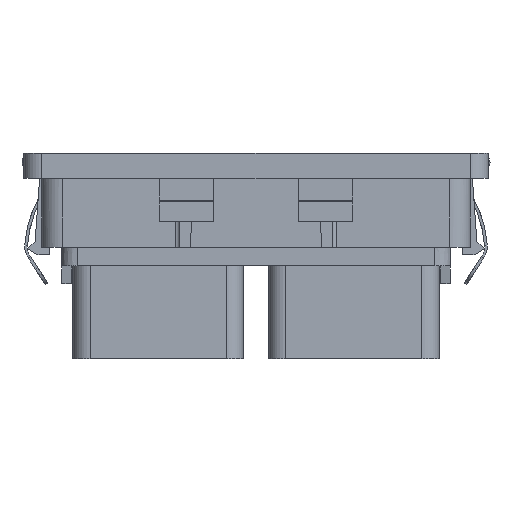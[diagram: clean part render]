
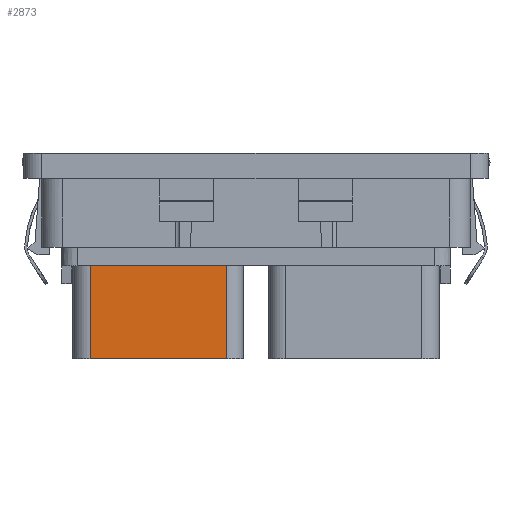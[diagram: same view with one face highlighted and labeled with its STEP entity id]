
A CAD part, front view. The second image highlights one B-rep face of the part: STEP entity #2873.
In plain terms, the highlighted planar face has unit normal (0, -1, 0).
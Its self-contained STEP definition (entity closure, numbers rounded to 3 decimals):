
#2853=AXIS2_PLACEMENT_3D('Plane Axis2P3D',#2850,#2851,#2852) ;
#1218=CARTESIAN_POINT('Vertex',(22.65,59.75,0.)) ;
#1221=CARTESIAN_POINT('Line Origine',(15.1,59.75,0.)) ;
#1225=CARTESIAN_POINT('Vertex',(7.55,59.75,0.)) ;
#2835=CARTESIAN_POINT('Vertex',(22.65,59.75,20.)) ;
#2838=CARTESIAN_POINT('Line Origine',(22.65,59.75,10.)) ;
#2850=CARTESIAN_POINT('Axis2P3D Location',(22.65,59.75,20.)) ;
#2855=CARTESIAN_POINT('Line Origine',(15.1,59.75,20.)) ;
#2859=CARTESIAN_POINT('Vertex',(7.55,59.75,20.)) ;
#2862=CARTESIAN_POINT('Line Origine',(7.55,59.75,10.)) ;
#1222=DIRECTION('Vector Direction',(-1.,0.,0.)) ;
#2839=DIRECTION('Vector Direction',(0.,0.,-1.)) ;
#2851=DIRECTION('Axis2P3D Direction',(-0.,-1.,-0.)) ;
#2852=DIRECTION('Axis2P3D XDirection',(-1.,0.,0.)) ;
#2856=DIRECTION('Vector Direction',(-1.,0.,0.)) ;
#2863=DIRECTION('Vector Direction',(0.,0.,-1.)) ;
#1223=VECTOR('Line Direction',#1222,1.) ;
#2840=VECTOR('Line Direction',#2839,1.) ;
#2857=VECTOR('Line Direction',#2856,1.) ;
#2864=VECTOR('Line Direction',#2863,1.) ;
#2868=ORIENTED_EDGE('',*,*,#2842,.F.) ;
#2869=ORIENTED_EDGE('',*,*,#2861,.T.) ;
#2870=ORIENTED_EDGE('',*,*,#2866,.T.) ;
#2871=ORIENTED_EDGE('',*,*,#1227,.F.) ;
#2873=ADVANCED_FACE('58078_IE-FC-SP-PWS_2ST_1D9.1\\57218 AFPL PWB 2ST FC.1\\ZUSAMMENBAU',(#2872),#2854,.T.) ;
#1227=EDGE_CURVE('',#1219,#1226,#1224,.T.) ;
#2842=EDGE_CURVE('',#2836,#1219,#2841,.T.) ;
#2861=EDGE_CURVE('',#2836,#2860,#2858,.T.) ;
#2866=EDGE_CURVE('',#2860,#1226,#2865,.T.) ;
#2867=EDGE_LOOP('',(#2868,#2869,#2870,#2871)) ;
#2872=FACE_OUTER_BOUND('',#2867,.T.) ;
#1224=LINE('Line',#1221,#1223) ;
#2841=LINE('Line',#2838,#2840) ;
#2858=LINE('Line',#2855,#2857) ;
#2865=LINE('Line',#2862,#2864) ;
#2854=PLANE('',#2853) ;
#1219=VERTEX_POINT('',#1218) ;
#1226=VERTEX_POINT('',#1225) ;
#2836=VERTEX_POINT('',#2835) ;
#2860=VERTEX_POINT('',#2859) ;
